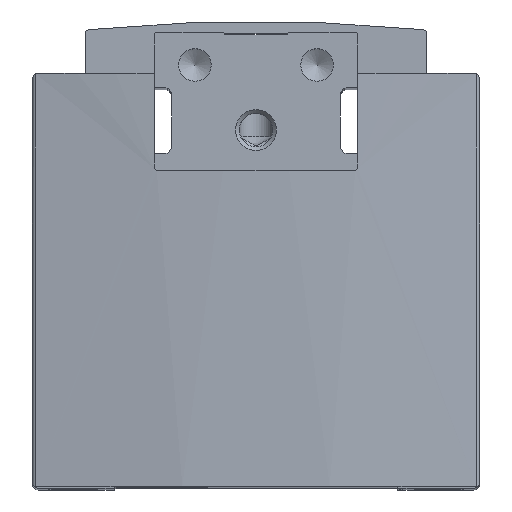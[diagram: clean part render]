
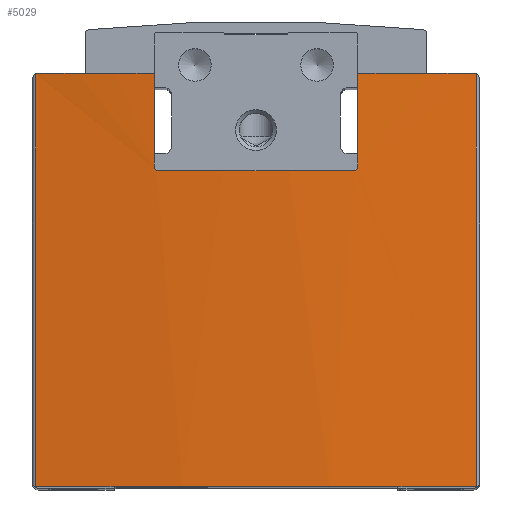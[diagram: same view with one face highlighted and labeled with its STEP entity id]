
A CAD part, top view. The second image highlights one B-rep face of the part: STEP entity #5029.
In plain terms, the highlighted cylindrical face has radius 180 mm (diameter 360 mm), a partial arc.
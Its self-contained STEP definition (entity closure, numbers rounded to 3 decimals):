
#133=ELLIPSE('',#5347,254.558,180.);
#134=ELLIPSE('',#5349,254.558,180.);
#197=LINE('',#7300,#455);
#198=LINE('',#7309,#456);
#199=LINE('',#7317,#457);
#200=LINE('',#7320,#458);
#455=VECTOR('',#5945,1000.);
#456=VECTOR('',#5948,1000.);
#457=VECTOR('',#5955,1000.);
#458=VECTOR('',#5958,1000.);
#769=B_SPLINE_CURVE_WITH_KNOTS('',3,(#7037,#7038,#7039,#7040),
 .UNSPECIFIED.,.F.,.F.,(4,4),(0.,0.),
 .UNSPECIFIED.);
#784=B_SPLINE_CURVE_WITH_KNOTS('',3,(#7302,#7303,#7304,#7305),
 .UNSPECIFIED.,.F.,.F.,(4,4),(0.,0.),
 .UNSPECIFIED.);
#941=ORIENTED_EDGE('',*,*,#1960,.F.);
#942=ORIENTED_EDGE('',*,*,#1961,.F.);
#943=ORIENTED_EDGE('',*,*,#1962,.T.);
#944=ORIENTED_EDGE('',*,*,#1963,.F.);
#945=ORIENTED_EDGE('',*,*,#1964,.F.);
#946=ORIENTED_EDGE('',*,*,#1965,.F.);
#947=ORIENTED_EDGE('',*,*,#1966,.F.);
#948=ORIENTED_EDGE('',*,*,#1967,.F.);
#949=ORIENTED_EDGE('',*,*,#1968,.F.);
#950=ORIENTED_EDGE('',*,*,#1969,.F.);
#951=ORIENTED_EDGE('',*,*,#1864,.T.);
#952=ORIENTED_EDGE('',*,*,#1970,.T.);
#1864=EDGE_CURVE('',#2378,#2379,#769,.T.);
#1960=EDGE_CURVE('',#2464,#2465,#2795,.T.);
#1961=EDGE_CURVE('',#2466,#2464,#197,.T.);
#1962=EDGE_CURVE('',#2466,#2467,#784,.T.);
#1963=EDGE_CURVE('',#2468,#2467,#2796,.T.);
#1964=EDGE_CURVE('',#2469,#2468,#198,.F.);
#1965=EDGE_CURVE('',#2470,#2469,#133,.T.);
#1966=EDGE_CURVE('',#2471,#2470,#2797,.T.);
#1967=EDGE_CURVE('',#2472,#2471,#134,.T.);
#1968=EDGE_CURVE('',#2473,#2472,#199,.T.);
#1969=EDGE_CURVE('',#2378,#2473,#2798,.T.);
#1970=EDGE_CURVE('',#2379,#2465,#200,.T.);
#2378=VERTEX_POINT('',#7030);
#2379=VERTEX_POINT('',#7036);
#2464=VERTEX_POINT('',#7298);
#2465=VERTEX_POINT('',#7299);
#2466=VERTEX_POINT('',#7301);
#2467=VERTEX_POINT('',#7306);
#2468=VERTEX_POINT('',#7308);
#2469=VERTEX_POINT('',#7310);
#2470=VERTEX_POINT('',#7312);
#2471=VERTEX_POINT('',#7314);
#2472=VERTEX_POINT('',#7316);
#2473=VERTEX_POINT('',#7318);
#2795=CIRCLE('',#5345,180.);
#2796=CIRCLE('',#5346,180.);
#2797=CIRCLE('',#5348,180.);
#2798=CIRCLE('',#5350,180.);
#2996=EDGE_LOOP('',(#941,#942,#943,#944,#945,#946,#947,#948,#949,#950,#951,
#952));
#3379=FACE_BOUND('',#2996,.T.);
#3762=CYLINDRICAL_SURFACE('',#5344,180.);
#5029=ADVANCED_FACE('',(#3379),#3762,.T.);
#5344=AXIS2_PLACEMENT_3D('',#7296,#5941,#5942);
#5345=AXIS2_PLACEMENT_3D('',#7297,#5943,#5944);
#5346=AXIS2_PLACEMENT_3D('',#7307,#5946,#5947);
#5347=AXIS2_PLACEMENT_3D('',#7311,#5949,#5950);
#5348=AXIS2_PLACEMENT_3D('',#7313,#5951,#5952);
#5349=AXIS2_PLACEMENT_3D('',#7315,#5953,#5954);
#5350=AXIS2_PLACEMENT_3D('',#7319,#5956,#5957);
#5941=DIRECTION('',(0.,-1.,0.));
#5942=DIRECTION('',(0.,0.,-1.));
#5943=DIRECTION('',(0.,-1.,0.));
#5944=DIRECTION('',(0.,0.,-1.));
#5945=DIRECTION('',(0.,-1.,0.));
#5946=DIRECTION('',(0.,1.,0.));
#5947=DIRECTION('',(1.,0.,0.));
#5948=DIRECTION('',(0.,-1.,0.));
#5949=DIRECTION('',(-0.707,0.707,0.));
#5950=DIRECTION('',(-0.707,-0.707,0.));
#5951=DIRECTION('',(0.,1.,0.));
#5952=DIRECTION('',(0.,0.,1.));
#5953=DIRECTION('',(0.707,0.707,0.));
#5954=DIRECTION('',(0.707,-0.707,0.));
#5955=DIRECTION('',(0.,-1.,0.));
#5956=DIRECTION('',(0.,1.,0.));
#5957=DIRECTION('',(1.,0.,0.));
#5958=DIRECTION('',(0.,-1.,0.));
#7030=CARTESIAN_POINT('',(-26.7,51.,67.709));
#7036=CARTESIAN_POINT('',(-27.075,50.907,67.652));
#7037=CARTESIAN_POINT('',(-26.7,51.,67.709));
#7038=CARTESIAN_POINT('',(-26.831,51.,67.689));
#7039=CARTESIAN_POINT('',(-26.959,50.968,67.67));
#7040=CARTESIAN_POINT('',(-27.075,50.907,67.652));
#7296=CARTESIAN_POINT('',(0.,51.,-110.3));
#7297=CARTESIAN_POINT('',(0.,0.2,-110.3));
#7298=CARTESIAN_POINT('',(27.075,0.2,67.652));
#7299=CARTESIAN_POINT('',(-27.075,0.2,67.652));
#7300=CARTESIAN_POINT('',(27.075,51.,67.652));
#7301=CARTESIAN_POINT('',(27.075,50.907,67.652));
#7302=CARTESIAN_POINT('',(27.075,50.907,67.652));
#7303=CARTESIAN_POINT('',(26.959,50.968,67.67));
#7304=CARTESIAN_POINT('',(26.831,51.,67.689));
#7305=CARTESIAN_POINT('',(26.7,51.,67.709));
#7306=CARTESIAN_POINT('',(26.7,51.,67.709));
#7307=CARTESIAN_POINT('',(0.,51.,-110.3));
#7308=CARTESIAN_POINT('',(12.5,51.,69.265));
#7309=CARTESIAN_POINT('',(12.5,51.,69.265));
#7310=CARTESIAN_POINT('',(12.5,39.3,69.265));
#7311=CARTESIAN_POINT('',(0.,26.8,-110.3));
#7312=CARTESIAN_POINT('',(12.2,39.,69.286));
#7313=CARTESIAN_POINT('',(0.,39.,-110.3));
#7314=CARTESIAN_POINT('',(-12.2,39.,69.286));
#7315=CARTESIAN_POINT('',(0.,26.8,-110.3));
#7316=CARTESIAN_POINT('',(-12.5,39.3,69.265));
#7317=CARTESIAN_POINT('',(-12.5,51.,69.265));
#7318=CARTESIAN_POINT('',(-12.5,51.,69.265));
#7319=CARTESIAN_POINT('',(0.,51.,-110.3));
#7320=CARTESIAN_POINT('',(-27.075,51.,67.652));
